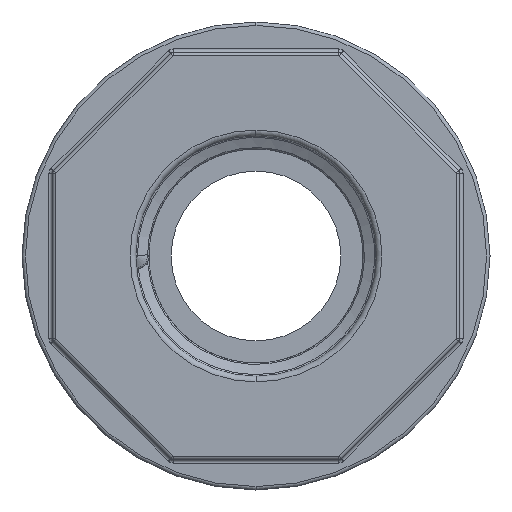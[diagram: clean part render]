
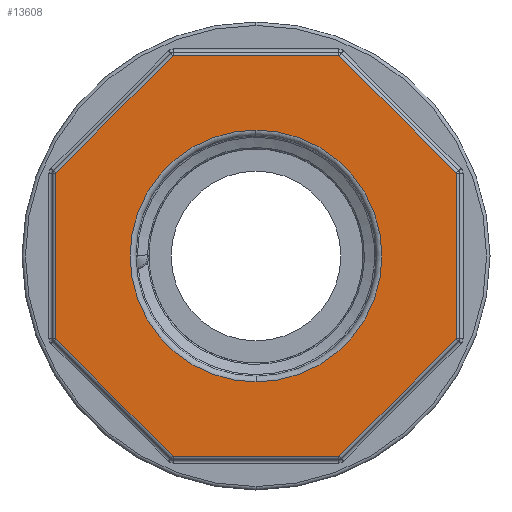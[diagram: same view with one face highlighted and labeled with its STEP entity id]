
A CAD part, left-side view. The second image highlights one B-rep face of the part: STEP entity #13608.
In plain terms, the highlighted planar face has unit normal (-1, 0, 0).
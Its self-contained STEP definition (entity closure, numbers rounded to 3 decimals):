
#206 = EDGE_LOOP ( 'NONE', ( #371, #372, #373, #374, #375, #376, #377, #378 ) ) ;
#369 = ORIENTED_EDGE ( 'NONE', *, *, #13583, .T. ) ;
#370 = ORIENTED_EDGE ( 'NONE', *, *, #8394, .T. ) ;
#371 = ORIENTED_EDGE ( 'NONE', *, *, #8397, .T. ) ;
#372 = ORIENTED_EDGE ( 'NONE', *, *, #8399, .T. ) ;
#373 = ORIENTED_EDGE ( 'NONE', *, *, #8401, .T. ) ;
#374 = ORIENTED_EDGE ( 'NONE', *, *, #8404, .T. ) ;
#375 = ORIENTED_EDGE ( 'NONE', *, *, #8406, .T. ) ;
#376 = ORIENTED_EDGE ( 'NONE', *, *, #8408, .T. ) ;
#377 = ORIENTED_EDGE ( 'NONE', *, *, #8410, .T. ) ;
#378 = ORIENTED_EDGE ( 'NONE', *, *, #8412, .T. ) ;
#794 = CARTESIAN_POINT ( 'NONE',  ( -17.2, 17.45, -7.228 ) ) ;
#2250 = CARTESIAN_POINT ( 'NONE',  ( -17.2, 0., -10.977 ) ) ;
#2253 = CARTESIAN_POINT ( 'NONE',  ( -17.2, 0., 10.977 ) ) ;
#4402 = EDGE_LOOP ( 'NONE', ( #369, #370 ) ) ;
#4633 = CIRCLE ( 'NONE', #4637, 10.977 ) ;
#4634 = VECTOR ( 'NONE', #13942, 1000. ) ;
#4636 = VECTOR ( 'NONE', #13944, 1000. ) ;
#4637 = AXIS2_PLACEMENT_3D ( 'NONE', #13939, #13940, #13941 ) ;
#4639 = VECTOR ( 'NONE', #13947, 1000. ) ;
#4640 = VECTOR ( 'NONE', #13950, 1000. ) ;
#4641 = VECTOR ( 'NONE', #13953, 1000. ) ;
#4642 = VECTOR ( 'NONE', #13956, 1000. ) ;
#4643 = VECTOR ( 'NONE', #13959, 1000. ) ;
#4644 = VECTOR ( 'NONE', #13962, 1000. ) ;
#8394 = EDGE_CURVE ( 'NONE', #12115, #12113, #4633, .T. ) ;
#8397 = EDGE_CURVE ( 'NONE', #12057, #11990, #13938, .T. ) ;
#8399 = EDGE_CURVE ( 'NONE', #11990, #11982, #13937, .T. ) ;
#8401 = EDGE_CURVE ( 'NONE', #11982, #11981, #13945, .T. ) ;
#8404 = EDGE_CURVE ( 'NONE', #11981, #11980, #13948, .T. ) ;
#8406 = EDGE_CURVE ( 'NONE', #11980, #11979, #13951, .T. ) ;
#8408 = EDGE_CURVE ( 'NONE', #11979, #11978, #13954, .T. ) ;
#8410 = EDGE_CURVE ( 'NONE', #11978, #11977, #13957, .T. ) ;
#8412 = EDGE_CURVE ( 'NONE', #11977, #12057, #13960, .T. ) ;
#9511 = CIRCLE ( 'NONE', #9514, 10.977 ) ;
#9514 = AXIS2_PLACEMENT_3D ( 'NONE', #12646, #12647, #12648 ) ;
#9535 = AXIS2_PLACEMENT_3D ( 'NONE', #12683, #12694, #12695 ) ;
#9861 = CARTESIAN_POINT ( 'NONE',  ( -17.2, 17.45, 7.228 ) ) ;
#9862 = CARTESIAN_POINT ( 'NONE',  ( -17.2, 7.228, 17.45 ) ) ;
#9863 = CARTESIAN_POINT ( 'NONE',  ( -17.2, -7.228, 17.45 ) ) ;
#9864 = CARTESIAN_POINT ( 'NONE',  ( -17.2, -17.45, 7.228 ) ) ;
#9865 = CARTESIAN_POINT ( 'NONE',  ( -17.2, -17.45, -7.228 ) ) ;
#9866 = CARTESIAN_POINT ( 'NONE',  ( -17.2, -7.228, -17.45 ) ) ;
#9880 = CARTESIAN_POINT ( 'NONE',  ( -17.2, 7.228, -17.45 ) ) ;
#11977 = VERTEX_POINT ( 'NONE', #9861 ) ;
#11978 = VERTEX_POINT ( 'NONE', #9862 ) ;
#11979 = VERTEX_POINT ( 'NONE', #9863 ) ;
#11980 = VERTEX_POINT ( 'NONE', #9864 ) ;
#11981 = VERTEX_POINT ( 'NONE', #9865 ) ;
#11982 = VERTEX_POINT ( 'NONE', #9866 ) ;
#11990 = VERTEX_POINT ( 'NONE', #9880 ) ;
#12057 = VERTEX_POINT ( 'NONE', #794 ) ;
#12113 = VERTEX_POINT ( 'NONE', #2250 ) ;
#12115 = VERTEX_POINT ( 'NONE', #2253 ) ;
#12646 = CARTESIAN_POINT ( 'NONE',  ( -17.2, 0., 0. ) ) ;
#12647 = DIRECTION ( 'NONE',  ( 1., 0., 0. ) ) ;
#12648 = DIRECTION ( 'NONE',  ( 0., 0., -1. ) ) ;
#12678 = FACE_OUTER_BOUND ( 'NONE', #206, .T. ) ;
#12683 = CARTESIAN_POINT ( 'NONE',  ( -17.2, 10.477, 0. ) ) ;
#12688 = FACE_BOUND ( 'NONE', #4402, .T. ) ;
#12693 = PLANE ( 'NONE',  #9535 ) ;
#12694 = DIRECTION ( 'NONE',  ( 1., 0., 0. ) ) ;
#12695 = DIRECTION ( 'NONE',  ( 0., 0., -1. ) ) ;
#13583 = EDGE_CURVE ( 'NONE', #12113, #12115, #9511, .T. ) ;
#13608 = ADVANCED_FACE ( 'NONE', ( #12688, #12678 ), #12693, .F. ) ;
#13926 = CARTESIAN_POINT ( 'NONE',  ( -17.2, 7.14, -17.538 ) ) ;
#13937 = LINE ( 'NONE', #13943, #4636 ) ;
#13938 = LINE ( 'NONE', #13926, #4634 ) ;
#13939 = CARTESIAN_POINT ( 'NONE',  ( -17.2, 0., 0. ) ) ;
#13940 = DIRECTION ( 'NONE',  ( 1., 0., 0. ) ) ;
#13941 = DIRECTION ( 'NONE',  ( 0., 0., -1. ) ) ;
#13942 = DIRECTION ( 'NONE',  ( 0., -0.707, -0.707 ) ) ;
#13943 = CARTESIAN_POINT ( 'NONE',  ( -17.2, -7.352, -17.45 ) ) ;
#13944 = DIRECTION ( 'NONE',  ( 0., -1., 0. ) ) ;
#13945 = LINE ( 'NONE', #13946, #4639 ) ;
#13946 = CARTESIAN_POINT ( 'NONE',  ( -17.2, -17.538, -7.14 ) ) ;
#13947 = DIRECTION ( 'NONE',  ( 0., -0.707, 0.707 ) ) ;
#13948 = LINE ( 'NONE', #13949, #4640 ) ;
#13949 = CARTESIAN_POINT ( 'NONE',  ( -17.2, -17.45, 7.352 ) ) ;
#13950 = DIRECTION ( 'NONE',  ( 0., 0., 1. ) ) ;
#13951 = LINE ( 'NONE', #13952, #4641 ) ;
#13952 = CARTESIAN_POINT ( 'NONE',  ( -17.2, -7.14, 17.538 ) ) ;
#13953 = DIRECTION ( 'NONE',  ( 0., 0.707, 0.707 ) ) ;
#13954 = LINE ( 'NONE', #13955, #4642 ) ;
#13955 = CARTESIAN_POINT ( 'NONE',  ( -17.2, 7.352, 17.45 ) ) ;
#13956 = DIRECTION ( 'NONE',  ( 0., 1., 0. ) ) ;
#13957 = LINE ( 'NONE', #13958, #4643 ) ;
#13958 = CARTESIAN_POINT ( 'NONE',  ( -17.2, 17.538, 7.14 ) ) ;
#13959 = DIRECTION ( 'NONE',  ( 0., 0.707, -0.707 ) ) ;
#13960 = LINE ( 'NONE', #13961, #4644 ) ;
#13961 = CARTESIAN_POINT ( 'NONE',  ( -17.2, 17.45, -7.352 ) ) ;
#13962 = DIRECTION ( 'NONE',  ( 0., 0., -1. ) ) ;
